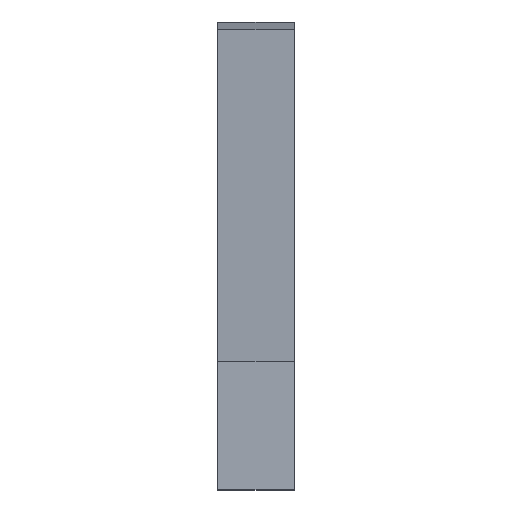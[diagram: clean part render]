
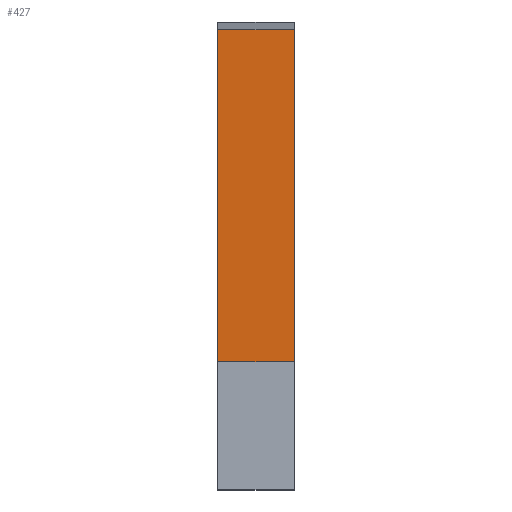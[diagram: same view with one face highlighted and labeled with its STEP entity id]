
A CAD part, front view. The second image highlights one B-rep face of the part: STEP entity #427.
In plain terms, the highlighted planar face has unit normal (0, -0.265, 0.964).
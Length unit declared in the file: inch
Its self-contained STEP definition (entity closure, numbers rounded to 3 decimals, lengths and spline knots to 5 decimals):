
#26=FACE_OUTER_BOUND('',#48,.T.);
#48=EDGE_LOOP('',(#342,#343,#344,#345));
#91=LINE('',#655,#149);
#95=LINE('',#667,#153);
#110=LINE('',#693,#168);
#111=LINE('',#694,#169);
#149=VECTOR('',#526,39.37008);
#153=VECTOR('',#536,39.37008);
#168=VECTOR('',#557,39.37008);
#169=VECTOR('',#558,39.37008);
#203=VERTEX_POINT('',#652);
#204=VERTEX_POINT('',#654);
#208=VERTEX_POINT('',#664);
#209=VERTEX_POINT('',#666);
#247=EDGE_CURVE('',#204,#203,#91,.T.);
#253=EDGE_CURVE('',#208,#209,#95,.T.);
#268=EDGE_CURVE('',#208,#204,#110,.T.);
#269=EDGE_CURVE('',#203,#209,#111,.T.);
#342=ORIENTED_EDGE('',*,*,#253,.F.);
#343=ORIENTED_EDGE('',*,*,#268,.T.);
#344=ORIENTED_EDGE('',*,*,#247,.T.);
#345=ORIENTED_EDGE('',*,*,#269,.T.);
#406=PLANE('',#471);
#427=ADVANCED_FACE('',(#26),#406,.F.);
#471=AXIS2_PLACEMENT_3D('',#692,#555,#556);
#526=DIRECTION('',(0.,-0.964,-0.265));
#536=DIRECTION('',(0.,-0.964,-0.265));
#555=DIRECTION('center_axis',(0.,0.265,-0.964));
#556=DIRECTION('ref_axis',(0.,0.964,0.265));
#557=DIRECTION('',(-1.,0.,0.));
#558=DIRECTION('',(1.,0.,0.));
#652=CARTESIAN_POINT('',(-28.49,4.88409,0.82353));
#654=CARTESIAN_POINT('',(-28.49,12.63385,2.95092));
#655=CARTESIAN_POINT('',(-28.49,7.34837,1.5));
#664=CARTESIAN_POINT('',(-28.,12.63385,2.95092));
#666=CARTESIAN_POINT('',(-28.,4.88409,0.82353));
#667=CARTESIAN_POINT('',(-28.,7.34837,1.5));
#692=CARTESIAN_POINT('Origin',(-28.49,7.34837,1.5));
#693=CARTESIAN_POINT('',(90.35174,12.63385,2.95092));
#694=CARTESIAN_POINT('',(-28.,4.88409,0.82353));
